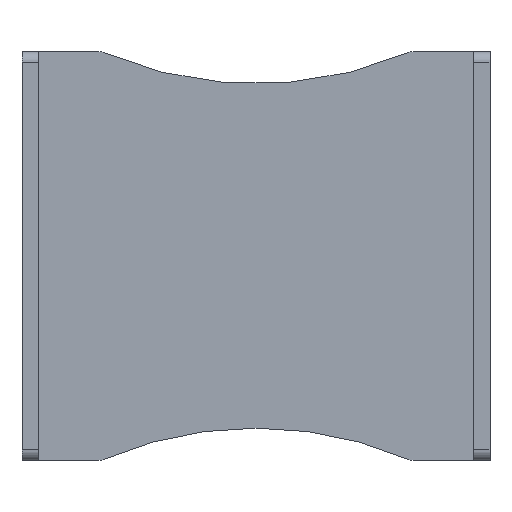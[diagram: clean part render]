
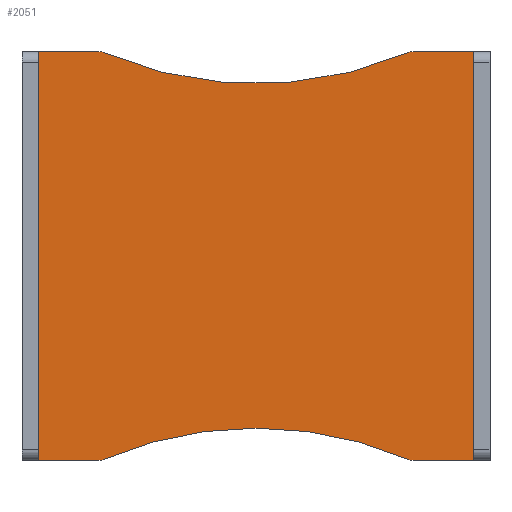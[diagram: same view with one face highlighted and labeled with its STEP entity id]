
A CAD part, front view. The second image highlights one B-rep face of the part: STEP entity #2051.
In plain terms, the highlighted planar face has unit normal (0, -1, 0).
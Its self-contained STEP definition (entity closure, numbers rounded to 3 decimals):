
#17 = ORIENTED_EDGE ( 'NONE', *, *, #906, .F. ) ;
#24 = CARTESIAN_POINT ( 'NONE',  ( 20.25, 0., -19. ) ) ;
#32 = ORIENTED_EDGE ( 'NONE', *, *, #339, .T. ) ;
#39 = CARTESIAN_POINT ( 'NONE',  ( 20.25, 0., -19. ) ) ;
#63 = AXIS2_PLACEMENT_3D ( 'NONE', #294, #113, #120 ) ;
#105 = ORIENTED_EDGE ( 'NONE', *, *, #2180, .F. ) ;
#113 = DIRECTION ( 'NONE',  ( 0., 1., 0. ) ) ;
#120 = DIRECTION ( 'NONE',  ( 0., 0., 1. ) ) ;
#145 = VERTEX_POINT ( 'NONE', #2243 ) ;
#157 = DIRECTION ( 'NONE',  ( 0., 0., 1. ) ) ;
#170 = VECTOR ( 'NONE', #632, 1000. ) ;
#175 = CIRCLE ( 'NONE', #2255, 36. ) ;
#179 = CARTESIAN_POINT ( 'NONE',  ( 14.2, 0., 18.919 ) ) ;
#194 = DIRECTION ( 'NONE',  ( -1., 0., 0. ) ) ;
#239 = DIRECTION ( 'NONE',  ( 0., 1., 0. ) ) ;
#272 = ORIENTED_EDGE ( 'NONE', *, *, #1423, .T. ) ;
#294 = CARTESIAN_POINT ( 'NONE',  ( 20.25, 0., -19. ) ) ;
#318 = ORIENTED_EDGE ( 'NONE', *, *, #2046, .T. ) ;
#324 = ORIENTED_EDGE ( 'NONE', *, *, #540, .T. ) ;
#338 = CARTESIAN_POINT ( 'NONE',  ( -14.595, 0., 18. ) ) ;
#339 = EDGE_CURVE ( 'NONE', #1883, #468, #869, .T. ) ;
#350 = VECTOR ( 'NONE', #1347, 1000. ) ;
#427 = CARTESIAN_POINT ( 'NONE',  ( -14.2, 0., 18.919 ) ) ;
#466 = AXIS2_PLACEMENT_3D ( 'NONE', #778, #1170, #1578 ) ;
#468 = VERTEX_POINT ( 'NONE', #1002 ) ;
#484 = ORIENTED_EDGE ( 'NONE', *, *, #528, .F. ) ;
#504 = DIRECTION ( 'NONE',  ( 0., 0., 1. ) ) ;
#524 = AXIS2_PLACEMENT_3D ( 'NONE', #1660, #858, #671 ) ;
#528 = EDGE_CURVE ( 'NONE', #145, #1174, #1087, .T. ) ;
#540 = EDGE_CURVE ( 'NONE', #2186, #1013, #1113, .T. ) ;
#542 = CARTESIAN_POINT ( 'NONE',  ( -20.25, 0., -19. ) ) ;
#617 = DIRECTION ( 'NONE',  ( 0., 0., 1. ) ) ;
#630 = DIRECTION ( 'NONE',  ( 0., 0., 1. ) ) ;
#632 = DIRECTION ( 'NONE',  ( -1., 0., 0. ) ) ;
#635 = CARTESIAN_POINT ( 'NONE',  ( 0., 0., -52. ) ) ;
#656 = VECTOR ( 'NONE', #157, 1000. ) ;
#671 = DIRECTION ( 'NONE',  ( 0., 0., 1. ) ) ;
#689 = CARTESIAN_POINT ( 'NONE',  ( 14.595, 0., -18. ) ) ;
#691 = VERTEX_POINT ( 'NONE', #179 ) ;
#710 = DIRECTION ( 'NONE',  ( 0., -1., 0. ) ) ;
#715 = FACE_OUTER_BOUND ( 'NONE', #1088, .T. ) ;
#778 = CARTESIAN_POINT ( 'NONE',  ( 14.595, 0., 18. ) ) ;
#858 = DIRECTION ( 'NONE',  ( 0., 1., 0. ) ) ;
#869 = LINE ( 'NONE', #2136, #350 ) ;
#890 = CIRCLE ( 'NONE', #466, 1. ) ;
#906 = EDGE_CURVE ( 'NONE', #2044, #1930, #2150, .T. ) ;
#929 = CARTESIAN_POINT ( 'NONE',  ( 20.25, 0., -19. ) ) ;
#987 = AXIS2_PLACEMENT_3D ( 'NONE', #635, #239, #630 ) ;
#997 = CARTESIAN_POINT ( 'NONE',  ( 0., 0., -52. ) ) ;
#1002 = CARTESIAN_POINT ( 'NONE',  ( -20.25, 0., 19. ) ) ;
#1007 = DIRECTION ( 'NONE',  ( 0., -1., 0. ) ) ;
#1009 = CARTESIAN_POINT ( 'NONE',  ( -14.2, 0., -18.919 ) ) ;
#1012 = CARTESIAN_POINT ( 'NONE',  ( 20.25, 0., 19. ) ) ;
#1013 = VERTEX_POINT ( 'NONE', #1962 ) ;
#1023 = DIRECTION ( 'NONE',  ( 0., 1., 0. ) ) ;
#1040 = VECTOR ( 'NONE', #194, 1000. ) ;
#1050 = CARTESIAN_POINT ( 'NONE',  ( -20.25, 0., -19. ) ) ;
#1066 = VECTOR ( 'NONE', #1197, 1000. ) ;
#1067 = CARTESIAN_POINT ( 'NONE',  ( -14.595, 0., -19. ) ) ;
#1081 = CARTESIAN_POINT ( 'NONE',  ( 0., 0., -16. ) ) ;
#1087 = LINE ( 'NONE', #39, #170 ) ;
#1088 = EDGE_LOOP ( 'NONE', ( #324, #2314, #318, #1116, #32, #105, #17, #1200, #1278, #272, #2137, #484, #1527 ) ) ;
#1104 = VERTEX_POINT ( 'NONE', #1081 ) ;
#1113 = LINE ( 'NONE', #1012, #1066 ) ;
#1116 = ORIENTED_EDGE ( 'NONE', *, *, #1217, .T. ) ;
#1138 = VECTOR ( 'NONE', #1315, 1000. ) ;
#1170 = DIRECTION ( 'NONE',  ( 0., -1., 0. ) ) ;
#1174 = VERTEX_POINT ( 'NONE', #2452 ) ;
#1197 = DIRECTION ( 'NONE',  ( -1., 0., 0. ) ) ;
#1200 = ORIENTED_EDGE ( 'NONE', *, *, #2468, .T. ) ;
#1217 = EDGE_CURVE ( 'NONE', #1794, #1883, #1292, .T. ) ;
#1257 = AXIS2_PLACEMENT_3D ( 'NONE', #2344, #1007, #2354 ) ;
#1262 = EDGE_CURVE ( 'NONE', #145, #2186, #1788, .T. ) ;
#1278 = ORIENTED_EDGE ( 'NONE', *, *, #1487, .T. ) ;
#1286 = DIRECTION ( 'NONE',  ( 0., 0., 1. ) ) ;
#1292 = CIRCLE ( 'NONE', #1712, 1. ) ;
#1315 = DIRECTION ( 'NONE',  ( 0., 0., 1. ) ) ;
#1327 = CARTESIAN_POINT ( 'NONE',  ( 14.2, 0., -18.919 ) ) ;
#1347 = DIRECTION ( 'NONE',  ( -1., 0., 0. ) ) ;
#1415 = CIRCLE ( 'NONE', #524, 36. ) ;
#1423 = EDGE_CURVE ( 'NONE', #1104, #2268, #2298, .T. ) ;
#1487 = EDGE_CURVE ( 'NONE', #1774, #1104, #175, .T. ) ;
#1507 = CARTESIAN_POINT ( 'NONE',  ( 20.25, 0., 19. ) ) ;
#1527 = ORIENTED_EDGE ( 'NONE', *, *, #1262, .T. ) ;
#1578 = DIRECTION ( 'NONE',  ( 0., 0., 1. ) ) ;
#1660 = CARTESIAN_POINT ( 'NONE',  ( 0., 0., 52. ) ) ;
#1663 = AXIS2_PLACEMENT_3D ( 'NONE', #689, #2054, #504 ) ;
#1712 = AXIS2_PLACEMENT_3D ( 'NONE', #338, #710, #1286 ) ;
#1774 = VERTEX_POINT ( 'NONE', #1009 ) ;
#1788 = LINE ( 'NONE', #929, #656 ) ;
#1794 = VERTEX_POINT ( 'NONE', #427 ) ;
#1795 = CARTESIAN_POINT ( 'NONE',  ( -14.595, 0., 19. ) ) ;
#1846 = PLANE ( 'NONE',  #63 ) ;
#1883 = VERTEX_POINT ( 'NONE', #1795 ) ;
#1930 = VERTEX_POINT ( 'NONE', #1050 ) ;
#1962 = CARTESIAN_POINT ( 'NONE',  ( 14.595, 0., 19. ) ) ;
#2040 = EDGE_CURVE ( 'NONE', #2268, #1174, #2458, .T. ) ;
#2044 = VERTEX_POINT ( 'NONE', #1067 ) ;
#2046 = EDGE_CURVE ( 'NONE', #691, #1794, #1415, .T. ) ;
#2051 = ADVANCED_FACE ( 'NONE', ( #715 ), #1846, .F. ) ;
#2054 = DIRECTION ( 'NONE',  ( 0., -1., 0. ) ) ;
#2059 = LINE ( 'NONE', #542, #1138 ) ;
#2136 = CARTESIAN_POINT ( 'NONE',  ( 20.25, 0., 19. ) ) ;
#2137 = ORIENTED_EDGE ( 'NONE', *, *, #2040, .T. ) ;
#2150 = LINE ( 'NONE', #24, #1040 ) ;
#2180 = EDGE_CURVE ( 'NONE', #1930, #468, #2059, .T. ) ;
#2186 = VERTEX_POINT ( 'NONE', #1507 ) ;
#2243 = CARTESIAN_POINT ( 'NONE',  ( 20.25, 0., -19. ) ) ;
#2255 = AXIS2_PLACEMENT_3D ( 'NONE', #997, #1023, #617 ) ;
#2268 = VERTEX_POINT ( 'NONE', #1327 ) ;
#2298 = CIRCLE ( 'NONE', #987, 36. ) ;
#2313 = CIRCLE ( 'NONE', #1257, 1. ) ;
#2314 = ORIENTED_EDGE ( 'NONE', *, *, #2422, .T. ) ;
#2344 = CARTESIAN_POINT ( 'NONE',  ( -14.595, 0., -18. ) ) ;
#2354 = DIRECTION ( 'NONE',  ( 0., 0., 1. ) ) ;
#2422 = EDGE_CURVE ( 'NONE', #1013, #691, #890, .T. ) ;
#2452 = CARTESIAN_POINT ( 'NONE',  ( 14.595, 0., -19. ) ) ;
#2458 = CIRCLE ( 'NONE', #1663, 1. ) ;
#2468 = EDGE_CURVE ( 'NONE', #2044, #1774, #2313, .T. ) ;
